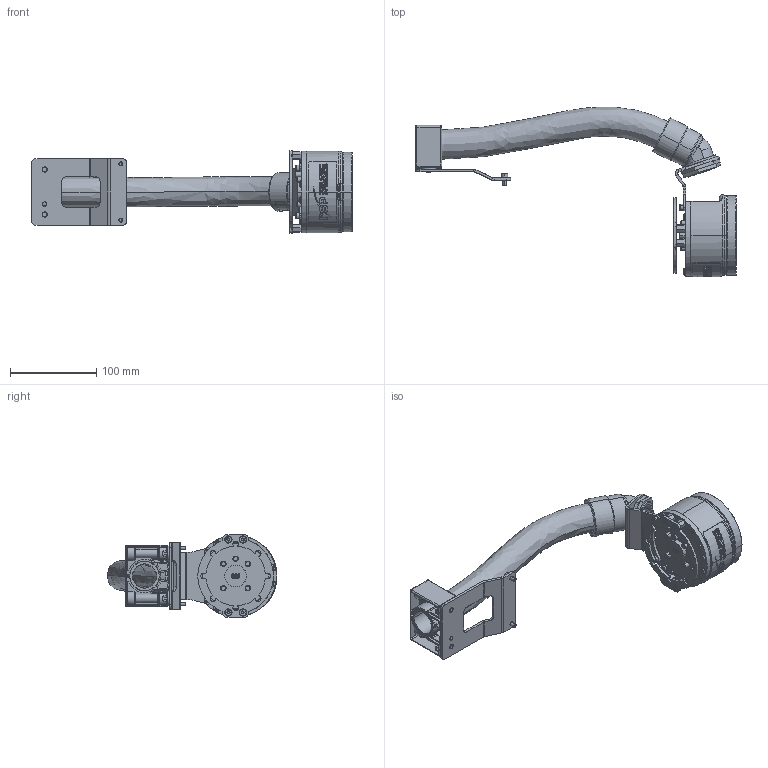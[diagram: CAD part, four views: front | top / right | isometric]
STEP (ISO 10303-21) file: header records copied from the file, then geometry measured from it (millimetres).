
FILE_DESCRIPTION (( 'STEP AP203' ), '1' );
FILE_NAME ('TS103-210.STEP', '2021-04-15T05:55:23', ( '' ), ( '' ), 'SwSTEP 2.0', 'SolidWorks 2019', '' );
FILE_SCHEMA (( 'CONFIG_CONTROL_DESIGN' ));
Products named in the file (1): TS103-210
Bounding box: 371 x 196.62 x 96 mm (x, y, z)
Volume: 419678.5 mm3; surface area: 233414.9 mm2
Topology: 68 solids, 68 shells, 1779 faces, 4508 edges, 2905 vertices
Faces by surface type: cylinder 661, plane 651, bspline 288, cone 108, torus 71
Entity records: 71465 total; most frequent: CARTESIAN_POINT 29609, ORIENTED_EDGE 8944, DIRECTION 8253, EDGE_CURVE 4472, AXIS2_PLACEMENT_3D 3060, VERTEX_POINT 2905, VECTOR 2133, LINE 2133
